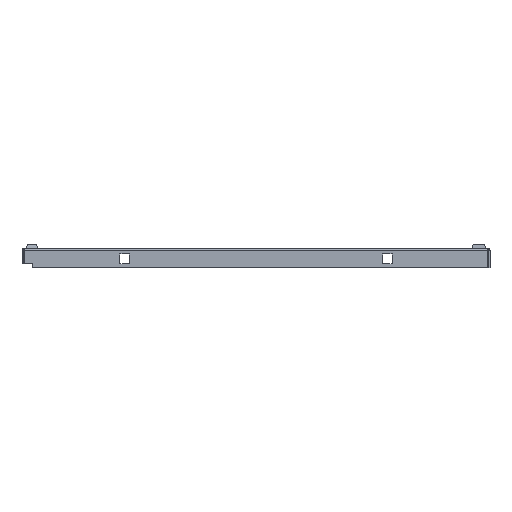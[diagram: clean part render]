
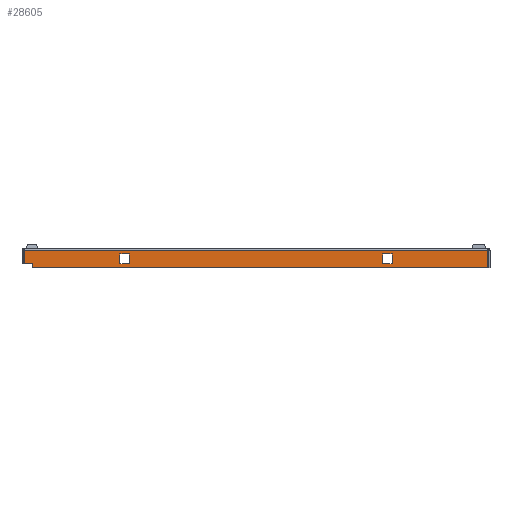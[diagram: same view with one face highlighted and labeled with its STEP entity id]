
A CAD part, front view. The second image highlights one B-rep face of the part: STEP entity #28605.
In plain terms, the highlighted planar face has unit normal (0, -1, 0).
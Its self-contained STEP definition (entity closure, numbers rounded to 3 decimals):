
#10142 = EDGE_LOOP ( 'NONE', ( #68130, #68128, #68126, #68124, #68122, #68119 ) ) ;
#10185 = EDGE_LOOP ( 'NONE', ( #68117, #68115, #68113, #68111 ) ) ;
#10220 = EDGE_LOOP ( 'NONE', ( #68109, #68106, #68104, #68102 ) ) ;
#11549 = FACE_BOUND ( 'NONE', #10220, .T. ) ;
#11565 = FACE_OUTER_BOUND ( 'NONE', #10142, .T. ) ;
#11567 = FACE_BOUND ( 'NONE', #10185, .T. ) ;
#11695 = AXIS2_PLACEMENT_3D ( 'NONE', #89485, #89481, #89487 ) ;
#28605 = ADVANCED_FACE ( 'NONE', ( #11565, #11567, #11549 ), #89486, .F. ) ;
#61595 = VERTEX_POINT ( 'NONE', #72802 ) ;
#61597 = VERTEX_POINT ( 'NONE', #72804 ) ;
#61602 = VERTEX_POINT ( 'NONE', #72807 ) ;
#61606 = VERTEX_POINT ( 'NONE', #72809 ) ;
#61610 = VERTEX_POINT ( 'NONE', #72812 ) ;
#61612 = VERTEX_POINT ( 'NONE', #72814 ) ;
#61619 = VERTEX_POINT ( 'NONE', #72820 ) ;
#61641 = VERTEX_POINT ( 'NONE', #72836 ) ;
#61643 = VERTEX_POINT ( 'NONE', #72838 ) ;
#61652 = VERTEX_POINT ( 'NONE', #72844 ) ;
#61658 = VERTEX_POINT ( 'NONE', #72848 ) ;
#62429 = VERTEX_POINT ( 'NONE', #73116 ) ;
#62432 = VERTEX_POINT ( 'NONE', #73106 ) ;
#62864 = VERTEX_POINT ( 'NONE', #73151 ) ;
#68102 = ORIENTED_EDGE ( 'NONE', *, *, #70761, .T. ) ;
#68104 = ORIENTED_EDGE ( 'NONE', *, *, #70760, .T. ) ;
#68106 = ORIENTED_EDGE ( 'NONE', *, *, #70815, .T. ) ;
#68109 = ORIENTED_EDGE ( 'NONE', *, *, #70814, .T. ) ;
#68111 = ORIENTED_EDGE ( 'NONE', *, *, #70769, .T. ) ;
#68113 = ORIENTED_EDGE ( 'NONE', *, *, #70768, .T. ) ;
#68115 = ORIENTED_EDGE ( 'NONE', *, *, #70773, .T. ) ;
#68117 = ORIENTED_EDGE ( 'NONE', *, *, #70772, .T. ) ;
#68119 = ORIENTED_EDGE ( 'NONE', *, *, #70813, .T. ) ;
#68122 = ORIENTED_EDGE ( 'NONE', *, *, #70812, .F. ) ;
#68124 = ORIENTED_EDGE ( 'NONE', *, *, #70775, .F. ) ;
#68126 = ORIENTED_EDGE ( 'NONE', *, *, #70774, .T. ) ;
#68128 = ORIENTED_EDGE ( 'NONE', *, *, #70733, .T. ) ;
#68130 = ORIENTED_EDGE ( 'NONE', *, *, #70732, .T. ) ;
#70732 = EDGE_CURVE ( 'NONE', #61612, #61619, #92128, .T. ) ;
#70733 = EDGE_CURVE ( 'NONE', #61619, #61606, #92126, .T. ) ;
#70760 = EDGE_CURVE ( 'NONE', #62429, #62432, #88348, .T. ) ;
#70761 = EDGE_CURVE ( 'NONE', #62432, #61643, #88335, .T. ) ;
#70768 = EDGE_CURVE ( 'NONE', #61597, #61595, #88344, .T. ) ;
#70769 = EDGE_CURVE ( 'NONE', #61595, #61652, #88358, .T. ) ;
#70772 = EDGE_CURVE ( 'NONE', #61652, #61602, #88364, .T. ) ;
#70773 = EDGE_CURVE ( 'NONE', #61602, #61597, #88366, .T. ) ;
#70774 = EDGE_CURVE ( 'NONE', #61606, #61641, #88368, .T. ) ;
#70775 = EDGE_CURVE ( 'NONE', #61658, #61641, #88370, .T. ) ;
#70812 = EDGE_CURVE ( 'NONE', #61610, #61658, #88436, .T. ) ;
#70813 = EDGE_CURVE ( 'NONE', #61610, #61612, #88438, .T. ) ;
#70814 = EDGE_CURVE ( 'NONE', #61643, #62864, #88440, .T. ) ;
#70815 = EDGE_CURVE ( 'NONE', #62864, #62429, #88442, .T. ) ;
#72802 = CARTESIAN_POINT ( 'NONE',  ( -125.75, -199., -13.75 ) ) ;
#72804 = CARTESIAN_POINT ( 'NONE',  ( -125.75, -199., -4.25 ) ) ;
#72807 = CARTESIAN_POINT ( 'NONE',  ( -135.25, -199., -4.25 ) ) ;
#72809 = CARTESIAN_POINT ( 'NONE',  ( 230.5, -199., -18. ) ) ;
#72812 = CARTESIAN_POINT ( 'NONE',  ( -230.5, -199., -14. ) ) ;
#72814 = CARTESIAN_POINT ( 'NONE',  ( -222.5, -199., -14. ) ) ;
#72820 = CARTESIAN_POINT ( 'NONE',  ( -222.5, -199., -18. ) ) ;
#72836 = CARTESIAN_POINT ( 'NONE',  ( 230.5, -199., -0.75 ) ) ;
#72838 = CARTESIAN_POINT ( 'NONE',  ( 125.75, -199., -4.25 ) ) ;
#72844 = CARTESIAN_POINT ( 'NONE',  ( -135.25, -199., -13.75 ) ) ;
#72848 = CARTESIAN_POINT ( 'NONE',  ( -230.5, -199., -0.75 ) ) ;
#73106 = CARTESIAN_POINT ( 'NONE',  ( 125.75, -199., -13.75 ) ) ;
#73116 = CARTESIAN_POINT ( 'NONE',  ( 135.25, -199., -13.75 ) ) ;
#73151 = CARTESIAN_POINT ( 'NONE',  ( 135.25, -199., -4.25 ) ) ;
#85000 = CARTESIAN_POINT ( 'NONE',  ( 230.25, -199., -18. ) ) ;
#85003 = CARTESIAN_POINT ( 'NONE',  ( -222.5, -199., -18. ) ) ;
#85032 = DIRECTION ( 'NONE',  ( 0., 0., -1. ) ) ;
#85037 = DIRECTION ( 'NONE',  ( 1., 0., 0. ) ) ;
#85183 = CARTESIAN_POINT ( 'NONE',  ( 125.75, -199., -4.25 ) ) ;
#85205 = CARTESIAN_POINT ( 'NONE',  ( 135.25, -199., -13.75 ) ) ;
#85207 = DIRECTION ( 'NONE',  ( -1., 0., 0. ) ) ;
#85209 = DIRECTION ( 'NONE',  ( 0., 0., 1. ) ) ;
#85250 = CARTESIAN_POINT ( 'NONE',  ( -125.75, -199., -4.25 ) ) ;
#85251 = CARTESIAN_POINT ( 'NONE',  ( -135.25, -199., -13.75 ) ) ;
#85258 = DIRECTION ( 'NONE',  ( 0., 0., -1. ) ) ;
#85262 = DIRECTION ( 'NONE',  ( -1., 0., 0. ) ) ;
#85270 = CARTESIAN_POINT ( 'NONE',  ( -135.25, -199., -4.25 ) ) ;
#85272 = DIRECTION ( 'NONE',  ( 0., 0., 1. ) ) ;
#85273 = CARTESIAN_POINT ( 'NONE',  ( -135.25, -199., -4.25 ) ) ;
#85275 = DIRECTION ( 'NONE',  ( 1., 0., 0. ) ) ;
#85277 = CARTESIAN_POINT ( 'NONE',  ( 230.5, -199., -0.75 ) ) ;
#85278 = DIRECTION ( 'NONE',  ( 0., 0., 1. ) ) ;
#85280 = CARTESIAN_POINT ( 'NONE',  ( -461.005, -199., -0.75 ) ) ;
#85282 = DIRECTION ( 'NONE',  ( 1., 0., 0. ) ) ;
#85428 = CARTESIAN_POINT ( 'NONE',  ( -230.5, -199., -0.75 ) ) ;
#85429 = DIRECTION ( 'NONE',  ( 0., 0., 1. ) ) ;
#85430 = CARTESIAN_POINT ( 'NONE',  ( -230.5, -199., -14. ) ) ;
#85432 = DIRECTION ( 'NONE',  ( 1., 0., 0. ) ) ;
#85434 = CARTESIAN_POINT ( 'NONE',  ( 135.25, -199., -4.25 ) ) ;
#85435 = DIRECTION ( 'NONE',  ( 1., 0., 0. ) ) ;
#85436 = CARTESIAN_POINT ( 'NONE',  ( 135.25, -199., -4.25 ) ) ;
#85438 = DIRECTION ( 'NONE',  ( 0., 0., -1. ) ) ;
#88335 = LINE ( 'NONE', #85183, #88351 ) ;
#88344 = LINE ( 'NONE', #85250, #88359 ) ;
#88348 = LINE ( 'NONE', #85205, #88349 ) ;
#88349 = VECTOR ( 'NONE', #85207, 1000. ) ;
#88351 = VECTOR ( 'NONE', #85209, 1000. ) ;
#88358 = LINE ( 'NONE', #85251, #88361 ) ;
#88359 = VECTOR ( 'NONE', #85258, 1000. ) ;
#88361 = VECTOR ( 'NONE', #85262, 1000. ) ;
#88364 = LINE ( 'NONE', #85270, #88367 ) ;
#88366 = LINE ( 'NONE', #85273, #88369 ) ;
#88367 = VECTOR ( 'NONE', #85272, 1000. ) ;
#88368 = LINE ( 'NONE', #85277, #88371 ) ;
#88369 = VECTOR ( 'NONE', #85275, 1000. ) ;
#88370 = LINE ( 'NONE', #85280, #88373 ) ;
#88371 = VECTOR ( 'NONE', #85278, 1000. ) ;
#88373 = VECTOR ( 'NONE', #85282, 1000. ) ;
#88436 = LINE ( 'NONE', #85428, #88439 ) ;
#88438 = LINE ( 'NONE', #85430, #88441 ) ;
#88439 = VECTOR ( 'NONE', #85429, 1000. ) ;
#88440 = LINE ( 'NONE', #85434, #88443 ) ;
#88441 = VECTOR ( 'NONE', #85432, 1000. ) ;
#88442 = LINE ( 'NONE', #85436, #88445 ) ;
#88443 = VECTOR ( 'NONE', #85435, 1000. ) ;
#88445 = VECTOR ( 'NONE', #85438, 1000. ) ;
#89481 = DIRECTION ( 'NONE',  ( 0., 1., 0. ) ) ;
#89485 = CARTESIAN_POINT ( 'NONE',  ( 230.25, -199., -18. ) ) ;
#89486 = PLANE ( 'NONE',  #11695 ) ;
#89487 = DIRECTION ( 'NONE',  ( 0., 0., 1. ) ) ;
#92126 = LINE ( 'NONE', #85000, #92131 ) ;
#92128 = LINE ( 'NONE', #85003, #92129 ) ;
#92129 = VECTOR ( 'NONE', #85032, 1000. ) ;
#92131 = VECTOR ( 'NONE', #85037, 1000. ) ;
